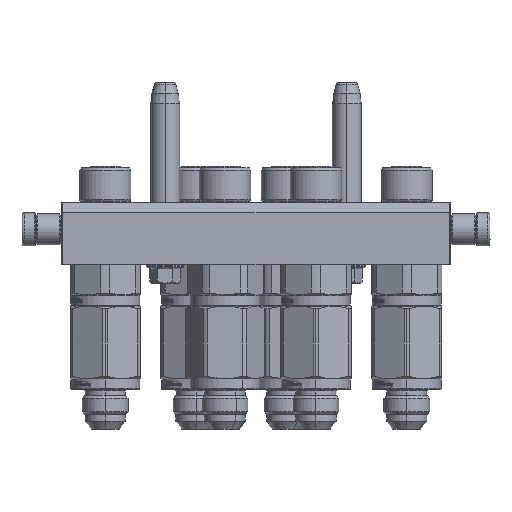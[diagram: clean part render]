
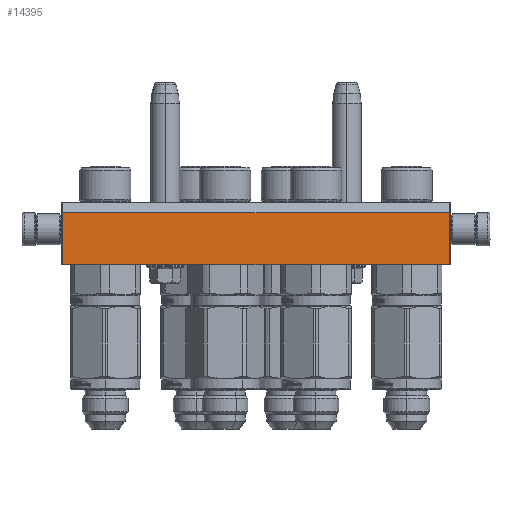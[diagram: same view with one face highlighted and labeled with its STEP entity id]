
A CAD part, left-side view. The second image highlights one B-rep face of the part: STEP entity #14395.
In plain terms, the highlighted face is planar.
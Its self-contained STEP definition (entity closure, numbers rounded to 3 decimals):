
#1621 = DIRECTION ( 'NONE',  ( 0., 1., 0. ) ) ;
#1806 = DIRECTION ( 'NONE',  ( 0., 1., 0. ) ) ;
#7028 = EDGE_CURVE ( 'NONE', #23010, #41944, #14132, .T. ) ;
#8504 = FACE_OUTER_BOUND ( 'NONE', #46742, .T. ) ;
#10065 = VECTOR ( 'NONE', #1806, 1000. ) ;
#10826 = CARTESIAN_POINT ( 'NONE',  ( 93.5, 15., -45. ) ) ;
#10896 = CARTESIAN_POINT ( 'NONE',  ( -93.5, -10., -45. ) ) ;
#11738 = DIRECTION ( 'NONE',  ( -1., 0., 0. ) ) ;
#12022 = ORIENTED_EDGE ( 'NONE', *, *, #31728, .T. ) ;
#14132 = LINE ( 'NONE', #50820, #19711 ) ;
#14395 = ADVANCED_FACE ( 'NONE', ( #8504 ), #48601, .T. ) ;
#14453 = VECTOR ( 'NONE', #1621, 1000. ) ;
#17151 = LINE ( 'NONE', #56102, #10065 ) ;
#19034 = ORIENTED_EDGE ( 'NONE', *, *, #7028, .F. ) ;
#19309 = LINE ( 'NONE', #10896, #14453 ) ;
#19711 = VECTOR ( 'NONE', #36781, 1000. ) ;
#21158 = CARTESIAN_POINT ( 'NONE',  ( 93.5, 15., -45. ) ) ;
#21829 = ORIENTED_EDGE ( 'NONE', *, *, #55475, .F. ) ;
#23010 = VERTEX_POINT ( 'NONE', #35283 ) ;
#27015 = DIRECTION ( 'NONE',  ( -1., 0., 0. ) ) ;
#30196 = CARTESIAN_POINT ( 'NONE',  ( 93.5, -10., -45. ) ) ;
#31728 = EDGE_CURVE ( 'NONE', #23010, #38247, #19309, .T. ) ;
#33512 = VERTEX_POINT ( 'NONE', #10826 ) ;
#34111 = LINE ( 'NONE', #21158, #50409 ) ;
#35283 = CARTESIAN_POINT ( 'NONE',  ( -93.5, -10., -45. ) ) ;
#36781 = DIRECTION ( 'NONE',  ( 1., 0., 0. ) ) ;
#38247 = VERTEX_POINT ( 'NONE', #48523 ) ;
#39874 = DIRECTION ( 'NONE',  ( 0., 0., -1. ) ) ;
#41944 = VERTEX_POINT ( 'NONE', #30196 ) ;
#44444 = CARTESIAN_POINT ( 'NONE',  ( 94., -15., -45. ) ) ;
#45321 = EDGE_CURVE ( 'NONE', #41944, #33512, #17151, .T. ) ;
#46742 = EDGE_LOOP ( 'NONE', ( #21829, #54501, #19034, #12022 ) ) ;
#47962 = AXIS2_PLACEMENT_3D ( 'NONE', #44444, #39874, #27015 ) ;
#48523 = CARTESIAN_POINT ( 'NONE',  ( -93.5, 15., -45. ) ) ;
#48601 = PLANE ( 'NONE',  #47962 ) ;
#50409 = VECTOR ( 'NONE', #11738, 1000. ) ;
#50820 = CARTESIAN_POINT ( 'NONE',  ( -93.5, -10., -45. ) ) ;
#54501 = ORIENTED_EDGE ( 'NONE', *, *, #45321, .F. ) ;
#55475 = EDGE_CURVE ( 'NONE', #33512, #38247, #34111, .T. ) ;
#56102 = CARTESIAN_POINT ( 'NONE',  ( 93.5, -10., -45. ) ) ;
